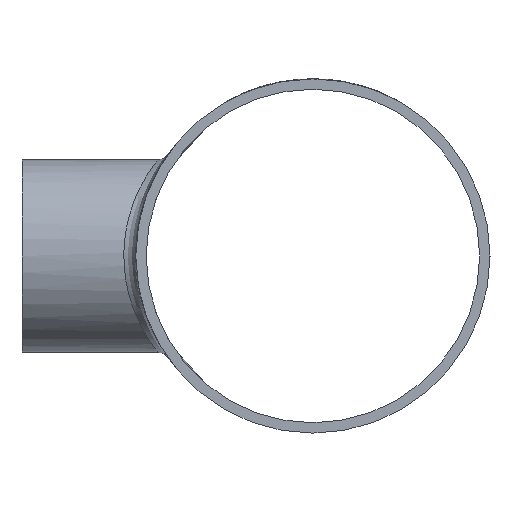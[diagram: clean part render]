
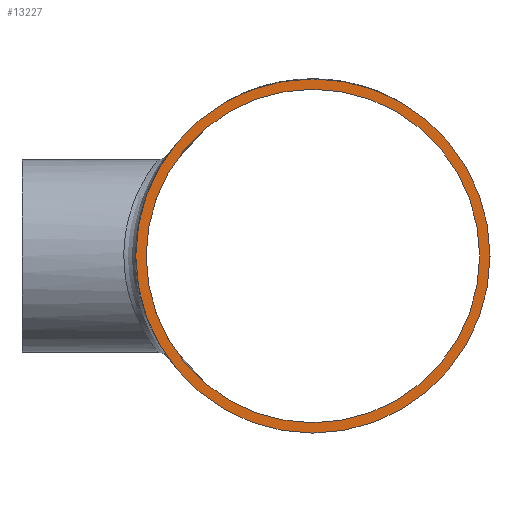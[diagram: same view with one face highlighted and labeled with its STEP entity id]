
A CAD part, left-side view. The second image highlights one B-rep face of the part: STEP entity #13227.
In plain terms, the highlighted planar face has unit normal (-1, 0, 0).
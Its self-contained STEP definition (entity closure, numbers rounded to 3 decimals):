
#702 = VERTEX_POINT ( 'NONE', #20449 ) ;
#1093 = ORIENTED_EDGE ( 'NONE', *, *, #13004, .T. ) ;
#1830 = AXIS2_PLACEMENT_3D ( 'NONE', #19324, #6889, #3380 ) ;
#3380 = DIRECTION ( 'NONE',  ( 0., 0., 1. ) ) ;
#4146 = CARTESIAN_POINT ( 'NONE',  ( -86., 0., 0. ) ) ;
#5678 = PLANE ( 'NONE',  #22071 ) ;
#6605 = EDGE_LOOP ( 'NONE', ( #1093 ) ) ;
#6889 = DIRECTION ( 'NONE',  ( -1., 0., 0. ) ) ;
#7429 = CARTESIAN_POINT ( 'NONE',  ( -86., 0., 0. ) ) ;
#8571 = CIRCLE ( 'NONE', #1830, 44.45 ) ;
#10918 = ORIENTED_EDGE ( 'NONE', *, *, #12003, .F. ) ;
#11255 = DIRECTION ( 'NONE',  ( -1., 0., 0. ) ) ;
#12003 = EDGE_CURVE ( 'NONE', #15078, #15078, #20736, .T. ) ;
#13004 = EDGE_CURVE ( 'NONE', #702, #702, #8571, .T. ) ;
#13013 = DIRECTION ( 'NONE',  ( 0., 0., 1. ) ) ;
#13227 = ADVANCED_FACE ( 'NONE', ( #18893, #22182 ), #5678, .T. ) ;
#15078 = VERTEX_POINT ( 'NONE', #16725 ) ;
#16570 = AXIS2_PLACEMENT_3D ( 'NONE', #4146, #18111, #13013 ) ;
#16725 = CARTESIAN_POINT ( 'NONE',  ( -86., 0., 41.85 ) ) ;
#18027 = DIRECTION ( 'NONE',  ( 0., 0., 1. ) ) ;
#18111 = DIRECTION ( 'NONE',  ( -1., 0., 0. ) ) ;
#18893 = FACE_BOUND ( 'NONE', #21281, .T. ) ;
#19324 = CARTESIAN_POINT ( 'NONE',  ( -86., 0., 0. ) ) ;
#20449 = CARTESIAN_POINT ( 'NONE',  ( -86., 0., 44.45 ) ) ;
#20736 = CIRCLE ( 'NONE', #16570, 41.85 ) ;
#21281 = EDGE_LOOP ( 'NONE', ( #10918 ) ) ;
#22071 = AXIS2_PLACEMENT_3D ( 'NONE', #7429, #11255, #18027 ) ;
#22182 = FACE_OUTER_BOUND ( 'NONE', #6605, .T. ) ;
